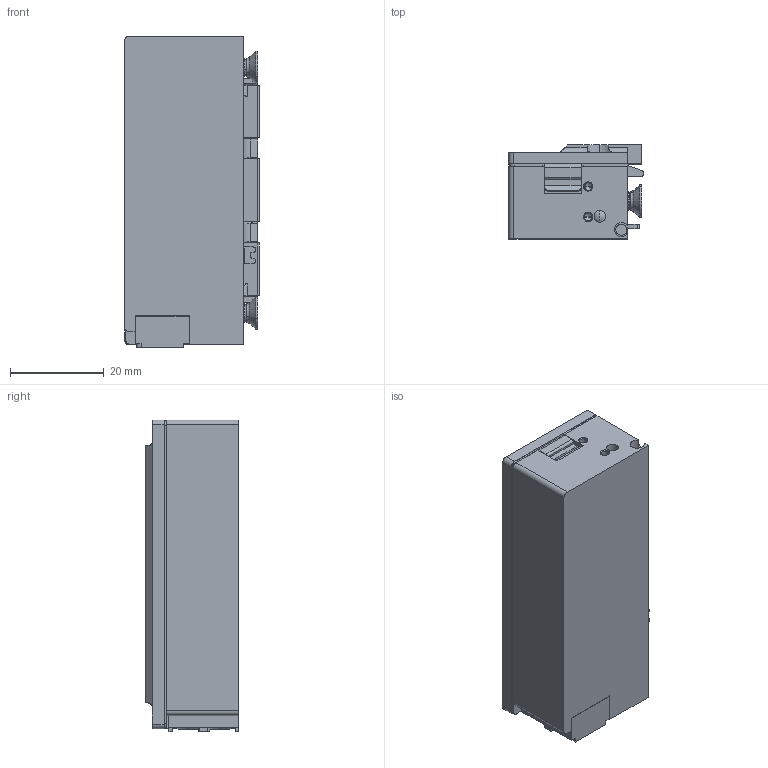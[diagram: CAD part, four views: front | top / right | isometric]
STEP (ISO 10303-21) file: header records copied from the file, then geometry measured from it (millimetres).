
FILE_DESCRIPTION (( 'STEP AP203' ), '1' );
FILE_NAME ('D000891467-002.STEP', '2018-01-29T14:33:30', ( 'ghost' ), ( 'Microsoft' ), 'SwSTEP 2.0', 'SolidWorks 2017', '' );
FILE_SCHEMA (( 'CONFIG_CONTROL_DESIGN' ));
Length unit declared in the file: millimetre
Products named in the file (12): 118.00-00-16_Deckel_80703_00645010_01_118F.13-00-15_645010; 118.13-00-16_Deckelfallenfuehrung_81672_00616039_00_Generic_616039; 118.00-01-01_Gehaeuse_63094_00638178_02_118.13-10-01_638178; DIN_965_M_0.0_x_0.0_-_-_Senkschraube_mit_Kreuzsch__90333_00576425_M3x06_verzinkt_576425; 17.5000-50-00_Anschluss__kompl._13609_00638246_00_Generic_638246; 118.13-00-11-Zamak_Aufschraubstueck_192811_00757688_01_Standard_757688; 118.100-00-05_I_Fafix-Falle_62122_00638238_00_Generic_638238; D000891467-002; DIN_6325__0.0_x_0.0_-_Zylinderstift_153603_00615498_2,5m6x30_615498; ISO_7046_M0x0___90665_00578075_M3,5x7_A2-70-H_Sonderkopf_578075; DIN_965_M_0.0_x_0.0_-_-_Senkschraube_mit_Kreuzsch__90333_00576425_M4x08_A2-70_Sonderkopf_576425; 118.30-00-09_Entriegelungshebel_63974_00638239
Assembly tree (15 placements, depth 2):
  D000891467-002
    118.00-01-01_Gehaeuse_63094_00638178_02_118.13-10-01_638178
    17.5000-50-00_Anschluss__kompl._13609_00638246_00_Generic_638246
    118.100-00-05_I_Fafix-Falle_62122_00638238_00_Generic_638238
    DIN_6325__0.0_x_0.0_-_Zylinderstift_153603_00615498_2,5m6x30_615498  x2
    ISO_7046_M0x0___90665_00578075_M3,5x7_A2-70-H_Sonderkopf_578075  x2
    DIN_965_M_0.0_x_0.0_-_-_Senkschraube_mit_Kreuzsch__90333_00576425_M4x08_A2-70_Sonderkopf_576425  x2
    118.30-00-09_Entriegelungshebel_63974_00638239
    118.00-00-16_Deckel_80703_00645010_01_118F.13-00-15_645010
    118.13-00-16_Deckelfallenfuehrung_81672_00616039_00_Generic_616039
    DIN_965_M_0.0_x_0.0_-_-_Senkschraube_mit_Kreuzsch__90333_00576425_M3x06_verzinkt_576425  x2
    118.13-00-11-Zamak_Aufschraubstueck_192811_00757688_01_Standard_757688
Bounding box: 28.8 x 20.1 x 66.7 mm (x, y, z)
Volume: 21560.8 mm3; surface area: 22734.1 mm2
Topology: 15 solids, 15 shells, 1625 faces, 4065 edges, 2519 vertices
Faces by surface type: plane 850, cylinder 377, cone 286, bspline 66, torus 36, sphere 10
Entity records: 45625 total; most frequent: CARTESIAN_POINT 11675, ORIENTED_EDGE 6934, DIRECTION 6562, EDGE_CURVE 3467, LINE 2334, VECTOR 2334, VERTEX_POINT 2195, AXIS2_PLACEMENT_3D 2114
